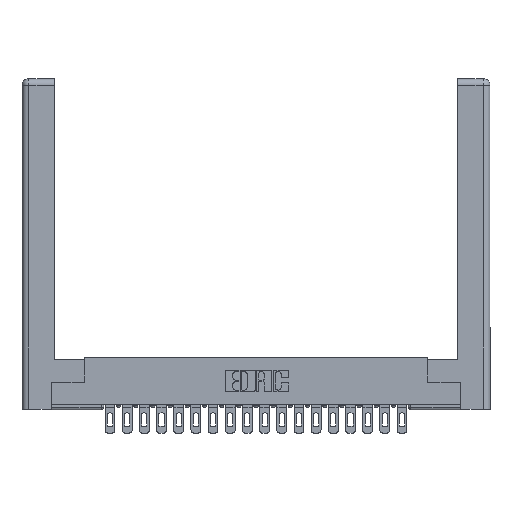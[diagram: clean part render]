
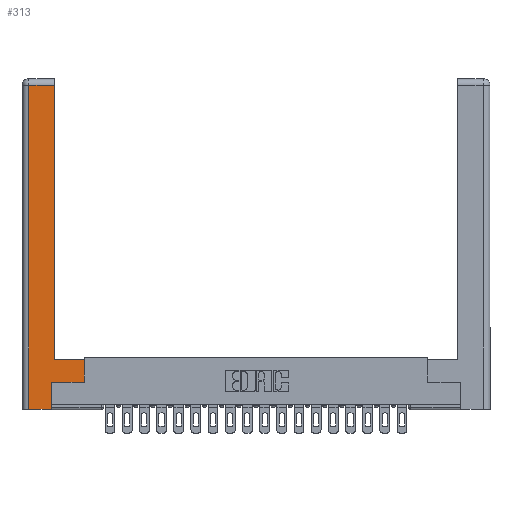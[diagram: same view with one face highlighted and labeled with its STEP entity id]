
A CAD part, top view. The second image highlights one B-rep face of the part: STEP entity #313.
In plain terms, the highlighted planar face has unit normal (0, 0, 1).
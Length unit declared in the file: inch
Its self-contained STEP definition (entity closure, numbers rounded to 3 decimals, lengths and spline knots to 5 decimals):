
#181 = VECTOR ( 'NONE', #1691, 39.37008 ) ;
#313 = ADVANCED_FACE ( 'NONE', ( #5008 ), #16476, .F. ) ;
#512 = CARTESIAN_POINT ( 'NONE',  ( 0.295, 0.45, 0. ) ) ;
#1027 = VERTEX_POINT ( 'NONE', #15569 ) ;
#1691 = DIRECTION ( 'NONE',  ( 0., 1., 0. ) ) ;
#1932 = DIRECTION ( 'NONE',  ( 1., 0., 0. ) ) ;
#2290 = EDGE_LOOP ( 'NONE', ( #4826, #3731, #5157, #3617, #7869, #15717, #21711, #8987 ) ) ;
#3617 = ORIENTED_EDGE ( 'NONE', *, *, #14312, .T. ) ;
#3717 = CARTESIAN_POINT ( 'NONE',  ( 0.565, 0.245, 0. ) ) ;
#3731 = ORIENTED_EDGE ( 'NONE', *, *, #6835, .T. ) ;
#3881 = VECTOR ( 'NONE', #1932, 39.37008 ) ;
#4023 = EDGE_CURVE ( 'NONE', #14980, #21544, #10681, .T. ) ;
#4432 = CARTESIAN_POINT ( 'NONE',  ( 0.0615, 0., 0. ) ) ;
#4504 = VERTEX_POINT ( 'NONE', #4432 ) ;
#4646 = CARTESIAN_POINT ( 'NONE',  ( 0., 0., 0. ) ) ;
#4826 = ORIENTED_EDGE ( 'NONE', *, *, #19514, .T. ) ;
#5008 = FACE_OUTER_BOUND ( 'NONE', #2290, .T. ) ;
#5063 = CARTESIAN_POINT ( 'NONE',  ( 0.295, 0.45, 0. ) ) ;
#5157 = ORIENTED_EDGE ( 'NONE', *, *, #18265, .T. ) ;
#6045 = CARTESIAN_POINT ( 'NONE',  ( 0.0615, 2.94, 0. ) ) ;
#6219 = DIRECTION ( 'NONE',  ( 1., 0., 0. ) ) ;
#6726 = CARTESIAN_POINT ( 'NONE',  ( 0.565, 0.45, 0. ) ) ;
#6835 = EDGE_CURVE ( 'NONE', #1027, #14828, #17433, .T. ) ;
#7638 = CARTESIAN_POINT ( 'NONE',  ( 0.295, 3., 0. ) ) ;
#7869 = ORIENTED_EDGE ( 'NONE', *, *, #17805, .T. ) ;
#8009 = DIRECTION ( 'NONE',  ( 0., 0., -1. ) ) ;
#8756 = DIRECTION ( 'NONE',  ( 0., -1., 0. ) ) ;
#8987 = ORIENTED_EDGE ( 'NONE', *, *, #9271, .T. ) ;
#9103 = DIRECTION ( 'NONE',  ( -1., 0., 0. ) ) ;
#9271 = EDGE_CURVE ( 'NONE', #21544, #20311, #15191, .T. ) ;
#9326 = VERTEX_POINT ( 'NONE', #12523 ) ;
#9413 = DIRECTION ( 'NONE',  ( 0., 1., 0. ) ) ;
#10614 = VECTOR ( 'NONE', #15742, 39.37008 ) ;
#10681 = LINE ( 'NONE', #6726, #181 ) ;
#10754 = LINE ( 'NONE', #14399, #15488 ) ;
#11244 = VECTOR ( 'NONE', #9103, 39.37008 ) ;
#11295 = CARTESIAN_POINT ( 'NONE',  ( 0.265, 0., 0. ) ) ;
#11403 = CARTESIAN_POINT ( 'NONE',  ( 0.565, 0.45, 0. ) ) ;
#12006 = CARTESIAN_POINT ( 'NONE',  ( 0.265, 0., 0. ) ) ;
#12523 = CARTESIAN_POINT ( 'NONE',  ( 0.265, 0.245, 0. ) ) ;
#12874 = VERTEX_POINT ( 'NONE', #12006 ) ;
#12951 = VECTOR ( 'NONE', #21064, 39.37008 ) ;
#14007 = EDGE_CURVE ( 'NONE', #9326, #14980, #18342, .T. ) ;
#14202 = CARTESIAN_POINT ( 'NONE',  ( 0.0615, 2.94, 0. ) ) ;
#14312 = EDGE_CURVE ( 'NONE', #4504, #12874, #16983, .T. ) ;
#14399 = CARTESIAN_POINT ( 'NONE',  ( 0.265, 0.245, 0. ) ) ;
#14828 = VERTEX_POINT ( 'NONE', #6045 ) ;
#14980 = VERTEX_POINT ( 'NONE', #18267 ) ;
#15191 = LINE ( 'NONE', #512, #11244 ) ;
#15416 = CARTESIAN_POINT ( 'NONE',  ( 0.0615, 0., 0. ) ) ;
#15488 = VECTOR ( 'NONE', #9413, 39.37008 ) ;
#15569 = CARTESIAN_POINT ( 'NONE',  ( 0.295, 2.94, 0. ) ) ;
#15717 = ORIENTED_EDGE ( 'NONE', *, *, #14007, .T. ) ;
#15742 = DIRECTION ( 'NONE',  ( 0., 1., 0. ) ) ;
#16476 = PLANE ( 'NONE',  #19404 ) ;
#16983 = LINE ( 'NONE', #11295, #17779 ) ;
#17433 = LINE ( 'NONE', #14202, #12951 ) ;
#17779 = VECTOR ( 'NONE', #6219, 39.37008 ) ;
#17805 = EDGE_CURVE ( 'NONE', #12874, #9326, #10754, .T. ) ;
#18126 = VECTOR ( 'NONE', #8756, 39.37008 ) ;
#18265 = EDGE_CURVE ( 'NONE', #14828, #4504, #19166, .T. ) ;
#18267 = CARTESIAN_POINT ( 'NONE',  ( 0.565, 0.245, 0. ) ) ;
#18342 = LINE ( 'NONE', #3717, #3881 ) ;
#18531 = LINE ( 'NONE', #7638, #10614 ) ;
#19166 = LINE ( 'NONE', #15416, #18126 ) ;
#19404 = AXIS2_PLACEMENT_3D ( 'NONE', #4646, #8009, #19746 ) ;
#19514 = EDGE_CURVE ( 'NONE', #20311, #1027, #18531, .T. ) ;
#19746 = DIRECTION ( 'NONE',  ( -1., 0., 0. ) ) ;
#20311 = VERTEX_POINT ( 'NONE', #5063 ) ;
#21064 = DIRECTION ( 'NONE',  ( -1., 0., 0. ) ) ;
#21544 = VERTEX_POINT ( 'NONE', #11403 ) ;
#21711 = ORIENTED_EDGE ( 'NONE', *, *, #4023, .T. ) ;
